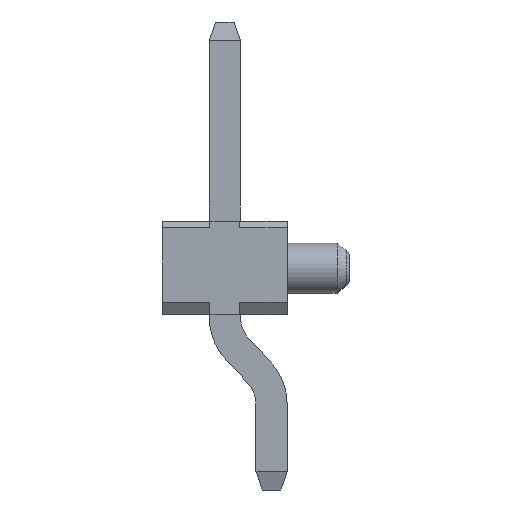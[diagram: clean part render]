
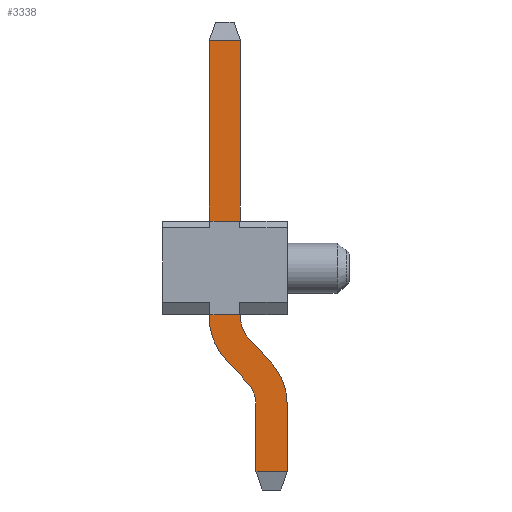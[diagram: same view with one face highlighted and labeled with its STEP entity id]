
A CAD part, left-side view. The second image highlights one B-rep face of the part: STEP entity #3338.
In plain terms, the highlighted planar face has unit normal (-1, 0, 0).
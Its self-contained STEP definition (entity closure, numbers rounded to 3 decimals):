
#208=PLANE('',#3580);
#374=FACE_OUTER_BOUND('',#552,.T.);
#552=EDGE_LOOP('',(#3133,#3134,#3135,#3136,#3137,#3138,#3139,#3140,#3141,
#3142,#3143,#3144));
#968=LINE('',#5286,#1412);
#972=LINE('',#5294,#1416);
#988=LINE('',#5333,#1432);
#992=LINE('',#5342,#1436);
#994=LINE('',#5348,#1438);
#995=LINE('',#5351,#1439);
#996=LINE('',#5353,#1440);
#997=LINE('',#5357,#1441);
#1412=VECTOR('',#4329,0.5);
#1416=VECTOR('',#4337,1.075);
#1432=VECTOR('',#4369,4.437);
#1436=VECTOR('',#4379,0.516);
#1438=VECTOR('',#4387,1.075);
#1439=VECTOR('',#4390,0.5);
#1440=VECTOR('',#4391,4.437);
#1441=VECTOR('',#4394,0.516);
#1467=CIRCLE('',#3575,0.5);
#1468=CIRCLE('',#3578,1.);
#1469=CIRCLE('',#3581,1.);
#1470=CIRCLE('',#3582,0.5);
#1752=VERTEX_POINT('',#5281);
#1753=VERTEX_POINT('',#5285);
#1755=VERTEX_POINT('',#5293);
#1768=VERTEX_POINT('',#5326);
#1770=VERTEX_POINT('',#5332);
#1771=VERTEX_POINT('',#5336);
#1772=VERTEX_POINT('',#5340);
#1773=VERTEX_POINT('',#5344);
#1774=VERTEX_POINT('',#5350);
#1775=VERTEX_POINT('',#5352);
#1776=VERTEX_POINT('',#5354);
#1777=VERTEX_POINT('',#5356);
#2200=EDGE_CURVE('',#1752,#1753,#968,.T.);
#2204=EDGE_CURVE('',#1753,#1755,#972,.T.);
#2224=EDGE_CURVE('',#1770,#1768,#988,.T.);
#2227=EDGE_CURVE('',#1771,#1770,#1467,.T.);
#2229=EDGE_CURVE('',#1772,#1771,#992,.T.);
#2231=EDGE_CURVE('',#1773,#1772,#1468,.T.);
#2232=EDGE_CURVE('',#1752,#1773,#994,.T.);
#2233=EDGE_CURVE('',#1774,#1768,#995,.T.);
#2234=EDGE_CURVE('',#1775,#1774,#996,.T.);
#2235=EDGE_CURVE('',#1776,#1775,#1469,.T.);
#2236=EDGE_CURVE('',#1777,#1776,#997,.T.);
#2237=EDGE_CURVE('',#1755,#1777,#1470,.T.);
#3133=ORIENTED_EDGE('',*,*,#2233,.F.);
#3134=ORIENTED_EDGE('',*,*,#2234,.F.);
#3135=ORIENTED_EDGE('',*,*,#2235,.F.);
#3136=ORIENTED_EDGE('',*,*,#2236,.F.);
#3137=ORIENTED_EDGE('',*,*,#2237,.F.);
#3138=ORIENTED_EDGE('',*,*,#2204,.F.);
#3139=ORIENTED_EDGE('',*,*,#2200,.F.);
#3140=ORIENTED_EDGE('',*,*,#2232,.T.);
#3141=ORIENTED_EDGE('',*,*,#2231,.T.);
#3142=ORIENTED_EDGE('',*,*,#2229,.T.);
#3143=ORIENTED_EDGE('',*,*,#2227,.T.);
#3144=ORIENTED_EDGE('',*,*,#2224,.T.);
#3338=ADVANCED_FACE('',(#374),#208,.T.);
#3575=AXIS2_PLACEMENT_3D('',#5338,#4374,#4375);
#3578=AXIS2_PLACEMENT_3D('',#5346,#4383,#4384);
#3580=AXIS2_PLACEMENT_3D('',#5349,#4388,#4389);
#3581=AXIS2_PLACEMENT_3D('',#5355,#4392,#4393);
#3582=AXIS2_PLACEMENT_3D('',#5358,#4395,#4396);
#4329=DIRECTION('',(0.,1.,0.));
#4337=DIRECTION('',(0.,0.,1.));
#4369=DIRECTION('',(0.,0.,1.));
#4374=DIRECTION('center_axis',(1.,0.,0.));
#4375=DIRECTION('ref_axis',(0.,0.734,-0.68));
#4379=DIRECTION('',(0.,0.68,0.734));
#4383=DIRECTION('center_axis',(-1.,0.,0.));
#4384=DIRECTION('ref_axis',(0.,-1.,0.));
#4387=DIRECTION('',(0.,0.,1.));
#4388=DIRECTION('center_axis',(-1.,0.,0.));
#4389=DIRECTION('ref_axis',(0.,-1.,0.));
#4390=DIRECTION('',(0.,-1.,0.));
#4391=DIRECTION('',(0.,0.,1.));
#4392=DIRECTION('center_axis',(1.,0.,0.));
#4393=DIRECTION('ref_axis',(0.,0.734,-0.68));
#4394=DIRECTION('',(0.,0.68,0.734));
#4395=DIRECTION('center_axis',(-1.,0.,0.));
#4396=DIRECTION('ref_axis',(0.,-1.,0.));
#5281=CARTESIAN_POINT('',(-0.25,-1.,-2.473));
#5285=CARTESIAN_POINT('',(-0.25,-0.5,-2.473));
#5286=CARTESIAN_POINT('',(-0.25,-1.,-2.473));
#5293=CARTESIAN_POINT('',(-0.25,-0.5,-1.398));
#5294=CARTESIAN_POINT('',(-0.25,-0.5,-2.473));
#5326=CARTESIAN_POINT('',(-0.25,-0.25,4.437));
#5332=CARTESIAN_POINT('',(-0.25,-0.25,0.));
#5333=CARTESIAN_POINT('',(-0.25,-0.25,0.));
#5336=CARTESIAN_POINT('',(-0.25,-0.383,-0.34));
#5338=CARTESIAN_POINT('Origin',(-0.25,-0.75,0.));
#5340=CARTESIAN_POINT('',(-0.25,-0.734,-0.718));
#5342=CARTESIAN_POINT('',(-0.25,-0.734,-0.718));
#5344=CARTESIAN_POINT('',(-0.25,-1.,-1.398));
#5346=CARTESIAN_POINT('Origin',(-0.25,0.,-1.398));
#5348=CARTESIAN_POINT('',(-0.25,-1.,-2.473));
#5349=CARTESIAN_POINT('Origin',(-0.25,-0.5,-2.773));
#5350=CARTESIAN_POINT('',(-0.25,0.25,4.437));
#5351=CARTESIAN_POINT('',(-0.25,0.25,4.437));
#5352=CARTESIAN_POINT('',(-0.25,0.25,0.));
#5353=CARTESIAN_POINT('',(-0.25,0.25,0.));
#5354=CARTESIAN_POINT('',(-0.25,-0.016,-0.68));
#5355=CARTESIAN_POINT('Origin',(-0.25,-0.75,0.));
#5356=CARTESIAN_POINT('',(-0.25,-0.367,-1.058));
#5357=CARTESIAN_POINT('',(-0.25,-0.367,-1.058));
#5358=CARTESIAN_POINT('Origin',(-0.25,0.,-1.398));
